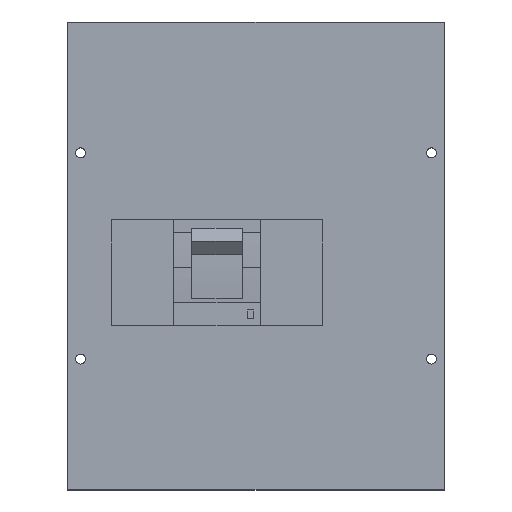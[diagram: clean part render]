
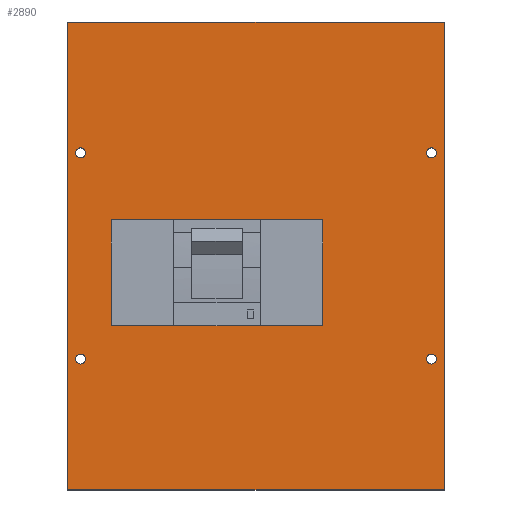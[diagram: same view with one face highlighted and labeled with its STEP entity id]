
A CAD part, top view. The second image highlights one B-rep face of the part: STEP entity #2890.
In plain terms, the highlighted planar face has unit normal (0, 0, 1).
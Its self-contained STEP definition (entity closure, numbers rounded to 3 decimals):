
#100=CARTESIAN_POINT('',(-671.295,67.23,-176.));
#110=VERTEX_POINT('',#100);
#280=CARTESIAN_POINT('',(-671.295,487.23,-176.));
#290=VERTEX_POINT('',#280);
#320=CARTESIAN_POINT('',(-671.295,0.,-176.));
#330=DIRECTION('',(0.,-1.,0.));
#340=VECTOR('',#330,1.);
#350=LINE('',#320,#340);
#360=EDGE_CURVE('',#290,#110,#350,.T.);
#500=CARTESIAN_POINT('',(-333.295,67.23,-176.));
#510=VERTEX_POINT('',#500);
#630=CARTESIAN_POINT('',(0.,67.23,-176.));
#640=DIRECTION('',(-1.,0.,0.));
#650=VECTOR('',#640,1.);
#660=LINE('',#630,#650);
#670=EDGE_CURVE('',#510,#110,#660,.T.);
#1210=CARTESIAN_POINT('',(-333.295,487.23,-176.));
#1220=VERTEX_POINT('',#1210);
#1270=CARTESIAN_POINT('',(0.,487.23,-176.));
#1280=DIRECTION('',(-1.,0.,0.));
#1290=VECTOR('',#1280,1.);
#1300=LINE('',#1270,#1290);
#1310=EDGE_CURVE('',#1220,#290,#1300,.T.);
#1430=CARTESIAN_POINT('',(-333.295,67.23,-176.));
#1440=DIRECTION('',(-0.,-0.,-1.));
#1450=DIRECTION('',(0.,-1.,0.));
#1460=AXIS2_PLACEMENT_3D('',#1430,#1440,#1450);
#1470=PLANE('',#1460);
#1480=CARTESIAN_POINT('',(-333.295,67.23,-176.));
#1490=DIRECTION('',(0.,1.,0.));
#1500=VECTOR('',#1490,1.);
#1510=LINE('',#1480,#1500);
#1520=EDGE_CURVE('',#510,#1220,#1510,.T.);
#1530=ORIENTED_EDGE('',*,*,#1520,.T.);
#1540=ORIENTED_EDGE('',*,*,#670,.F.);
#1550=ORIENTED_EDGE('',*,*,#360,.T.);
#1560=ORIENTED_EDGE('',*,*,#1310,.T.);
#1570=EDGE_LOOP('',(#1560,#1550,#1540,#1530));
#1580=FACE_OUTER_BOUND('',#1570,.T.);
#1590=CARTESIAN_POINT('',(-443.295,215.73,-176.));
#1600=DIRECTION('',(0.,0.,1.));
#1610=DIRECTION('',(1.,0.,0.));
#1620=AXIS2_PLACEMENT_3D('',#1590,#1600,#1610);
#1630=CIRCLE('',#1620,1.);
#1640=CARTESIAN_POINT('',(-443.295,214.73,-176.));
#1650=VERTEX_POINT('',#1640);
#1660=CARTESIAN_POINT('',(-442.295,215.73,-176.));
#1670=VERTEX_POINT('',#1660);
#1680=EDGE_CURVE('',#1650,#1670,#1630,.T.);
#1690=ORIENTED_EDGE('',*,*,#1680,.F.);
#1700=CARTESIAN_POINT('',(-442.295,0.,-176.));
#1710=DIRECTION('',(0.,-1.,0.));
#1720=VECTOR('',#1710,1.);
#1730=LINE('',#1700,#1720);
#1740=CARTESIAN_POINT('',(-442.295,308.73,-176.));
#1750=VERTEX_POINT('',#1740);
#1760=EDGE_CURVE('',#1750,#1670,#1730,.T.);
#1770=ORIENTED_EDGE('',*,*,#1760,.T.);
#1780=CARTESIAN_POINT('',(-443.295,308.73,-176.));
#1790=DIRECTION('',(0.,0.,1.));
#1800=DIRECTION('',(1.,0.,0.));
#1810=AXIS2_PLACEMENT_3D('',#1780,#1790,#1800);
#1820=CIRCLE('',#1810,1.);
#1830=CARTESIAN_POINT('',(-443.295,309.73,-176.));
#1840=VERTEX_POINT('',#1830);
#1850=EDGE_CURVE('',#1750,#1840,#1820,.T.);
#1860=ORIENTED_EDGE('',*,*,#1850,.F.);
#1870=CARTESIAN_POINT('',(0.,309.73,-176.));
#1880=DIRECTION('',(1.,0.,0.));
#1890=VECTOR('',#1880,1.);
#1900=LINE('',#1870,#1890);
#1910=CARTESIAN_POINT('',(-631.295,309.73,-176.));
#1920=VERTEX_POINT('',#1910);
#1930=EDGE_CURVE('',#1920,#1840,#1900,.T.);
#1940=ORIENTED_EDGE('',*,*,#1930,.T.);
#1950=CARTESIAN_POINT('',(-631.295,308.73,-176.));
#1960=DIRECTION('',(0.,0.,1.));
#1970=DIRECTION('',(1.,0.,0.));
#1980=AXIS2_PLACEMENT_3D('',#1950,#1960,#1970);
#1990=CIRCLE('',#1980,1.);
#2000=CARTESIAN_POINT('',(-632.295,308.73,-176.));
#2010=VERTEX_POINT('',#2000);
#2020=EDGE_CURVE('',#1920,#2010,#1990,.T.);
#2030=ORIENTED_EDGE('',*,*,#2020,.F.);
#2040=CARTESIAN_POINT('',(-632.295,0.,-176.));
#2050=DIRECTION('',(0.,1.,0.));
#2060=VECTOR('',#2050,1.);
#2070=LINE('',#2040,#2060);
#2080=CARTESIAN_POINT('',(-632.295,215.73,-176.));
#2090=VERTEX_POINT('',#2080);
#2100=EDGE_CURVE('',#2090,#2010,#2070,.T.);
#2110=ORIENTED_EDGE('',*,*,#2100,.T.);
#2120=CARTESIAN_POINT('',(-631.295,215.73,-176.));
#2130=DIRECTION('',(0.,0.,1.));
#2140=DIRECTION('',(1.,0.,0.));
#2150=AXIS2_PLACEMENT_3D('',#2120,#2130,#2140);
#2160=CIRCLE('',#2150,1.);
#2170=CARTESIAN_POINT('',(-631.295,214.73,-176.));
#2180=VERTEX_POINT('',#2170);
#2190=EDGE_CURVE('',#2090,#2180,#2160,.T.);
#2200=ORIENTED_EDGE('',*,*,#2190,.F.);
#2210=CARTESIAN_POINT('',(0.,214.73,-176.));
#2220=DIRECTION('',(-1.,0.,0.));
#2230=VECTOR('',#2220,1.);
#2240=LINE('',#2210,#2230);
#2250=EDGE_CURVE('',#1650,#2180,#2240,.T.);
#2260=ORIENTED_EDGE('',*,*,#2250,.T.);
#2270=EDGE_LOOP('',(#2260,#2200,#2110,#2030,#1940,#1860,#1770,#1690));
#2280=FACE_BOUND('',#2270,.T.);
#2290=CARTESIAN_POINT('',(-344.795,184.73,-176.));
#2300=DIRECTION('',(0.,0.,1.));
#2310=DIRECTION('',(1.,0.,0.));
#2320=AXIS2_PLACEMENT_3D('',#2290,#2300,#2310);
#2330=CIRCLE('',#2320,4.5);
#2340=CARTESIAN_POINT('',(-340.295,184.73,-176.));
#2350=VERTEX_POINT('',#2340);
#2360=CARTESIAN_POINT('',(-349.295,184.73,-176.));
#2370=VERTEX_POINT('',#2360);
#2380=EDGE_CURVE('',#2350,#2370,#2330,.T.);
#2390=ORIENTED_EDGE('',*,*,#2380,.F.);
#2400=EDGE_CURVE('',#2370,#2350,#2330,.T.);
#2410=ORIENTED_EDGE('',*,*,#2400,.F.);
#2420=EDGE_LOOP('',(#2410,#2390));
#2430=FACE_BOUND('',#2420,.T.);
#2440=CARTESIAN_POINT('',(-344.795,369.73,-176.));
#2450=DIRECTION('',(0.,0.,1.));
#2460=DIRECTION('',(1.,0.,0.));
#2470=AXIS2_PLACEMENT_3D('',#2440,#2450,#2460);
#2480=CIRCLE('',#2470,4.5);
#2490=CARTESIAN_POINT('',(-340.295,369.73,-176.));
#2500=VERTEX_POINT('',#2490);
#2510=CARTESIAN_POINT('',(-349.295,369.73,-176.));
#2520=VERTEX_POINT('',#2510);
#2530=EDGE_CURVE('',#2500,#2520,#2480,.T.);
#2540=ORIENTED_EDGE('',*,*,#2530,.F.);
#2550=EDGE_CURVE('',#2520,#2500,#2480,.T.);
#2560=ORIENTED_EDGE('',*,*,#2550,.F.);
#2570=EDGE_LOOP('',(#2560,#2540));
#2580=FACE_BOUND('',#2570,.T.);
#2590=CARTESIAN_POINT('',(-659.795,369.73,-176.));
#2600=DIRECTION('',(0.,0.,1.));
#2610=DIRECTION('',(1.,0.,0.));
#2620=AXIS2_PLACEMENT_3D('',#2590,#2600,#2610);
#2630=CIRCLE('',#2620,4.5);
#2640=CARTESIAN_POINT('',(-655.295,369.73,-176.));
#2650=VERTEX_POINT('',#2640);
#2660=CARTESIAN_POINT('',(-664.295,369.73,-176.));
#2670=VERTEX_POINT('',#2660);
#2680=EDGE_CURVE('',#2650,#2670,#2630,.T.);
#2690=ORIENTED_EDGE('',*,*,#2680,.F.);
#2700=EDGE_CURVE('',#2670,#2650,#2630,.T.);
#2710=ORIENTED_EDGE('',*,*,#2700,.F.);
#2720=EDGE_LOOP('',(#2710,#2690));
#2730=FACE_BOUND('',#2720,.T.);
#2740=CARTESIAN_POINT('',(-659.795,184.73,-176.));
#2750=DIRECTION('',(0.,0.,1.));
#2760=DIRECTION('',(1.,0.,0.));
#2770=AXIS2_PLACEMENT_3D('',#2740,#2750,#2760);
#2780=CIRCLE('',#2770,4.5);
#2790=CARTESIAN_POINT('',(-655.295,184.73,-176.));
#2800=VERTEX_POINT('',#2790);
#2810=CARTESIAN_POINT('',(-664.295,184.73,-176.));
#2820=VERTEX_POINT('',#2810);
#2830=EDGE_CURVE('',#2800,#2820,#2780,.T.);
#2840=ORIENTED_EDGE('',*,*,#2830,.F.);
#2850=EDGE_CURVE('',#2820,#2800,#2780,.T.);
#2860=ORIENTED_EDGE('',*,*,#2850,.F.);
#2870=EDGE_LOOP('',(#2860,#2840));
#2880=FACE_BOUND('',#2870,.T.);
#2890=ADVANCED_FACE('',(#1580,#2280,#2430,#2580,#2730,#2880),#1470,.F.);
